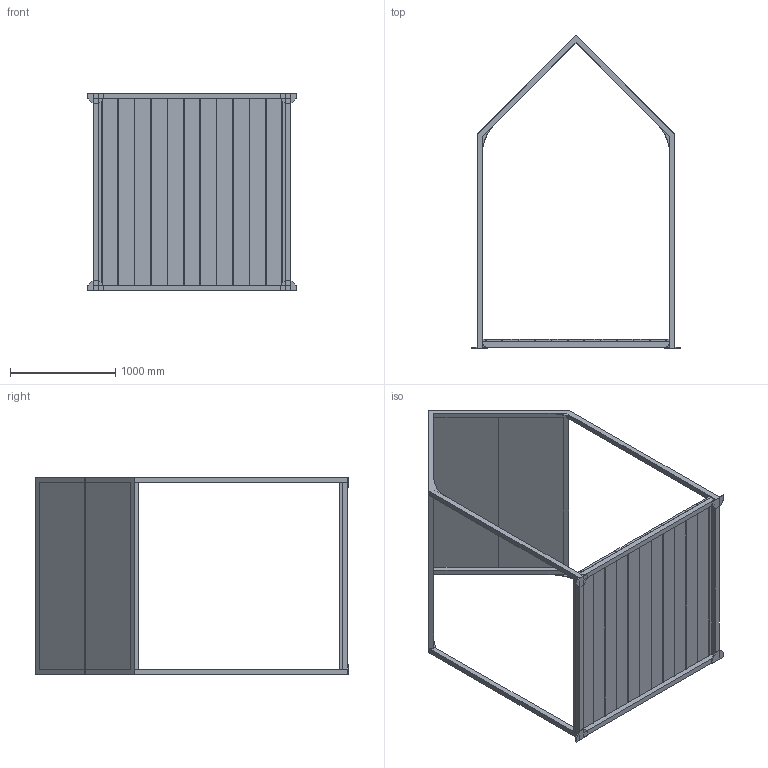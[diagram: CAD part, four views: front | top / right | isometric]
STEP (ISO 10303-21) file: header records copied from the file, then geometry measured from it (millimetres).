
FILE_DESCRIPTION (( 'STEP AP203' ), '1' );
FILE_NAME ('MAISONNETTE PLATEFORME BASSE_MO-1589-PL-B.STEP', '2022-12-01T16:14:03', ( '' ), ( '' ), 'SwSTEP 2.0', 'SolidWorks 2020', '' );
FILE_SCHEMA (( 'CONFIG_CONTROL_DESIGN' ));
Length unit declared in the file: inch
Products named in the file (1): MAISONNETTE PLATEFORME BASSE_MO-1589-PL-B
Bounding box: 1981.2 x 2971.8 x 1879.6 mm (x, y, z)
Volume: 162917621.3 mm3; surface area: 23294140.4 mm2
Topology: 22 solids, 22 shells, 218 faces, 514 edges, 338 vertices
Faces by surface type: plane 198, cylinder 20
Entity records: 6191 total; most frequent: CARTESIAN_POINT 1071, ORIENTED_EDGE 1028, DIRECTION 992, EDGE_CURVE 514, VECTOR 474, LINE 474, VERTEX_POINT 338, AXIS2_PLACEMENT_3D 259
